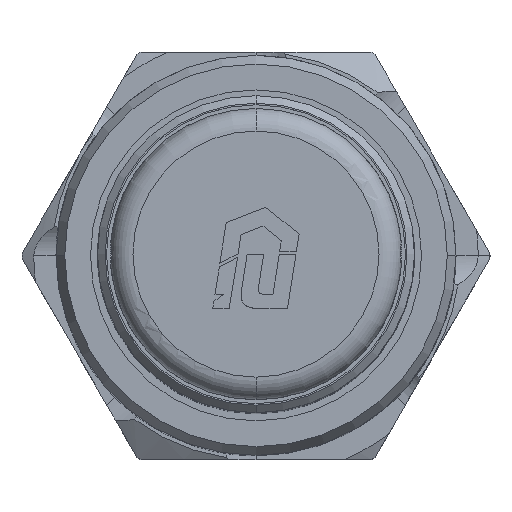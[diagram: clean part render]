
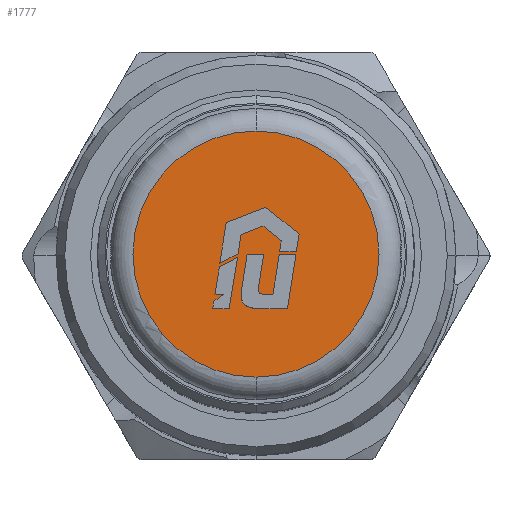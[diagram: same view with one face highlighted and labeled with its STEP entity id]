
A CAD part, top view. The second image highlights one B-rep face of the part: STEP entity #1777.
In plain terms, the highlighted planar face has unit normal (0, 0, 1).
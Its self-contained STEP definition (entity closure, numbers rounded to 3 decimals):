
#64=CARTESIAN_POINT('',(2.082,-3.403,67.));
#65=VERTEX_POINT('',#64);
#66=CARTESIAN_POINT('',(0.385,-3.403,67.));
#67=VERTEX_POINT('',#66);
#68=CARTESIAN_POINT('',(2.082,-3.403,67.));
#69=DIRECTION('',(-1.,0.,0.));
#70=VECTOR('',#69,1.697);
#71=LINE('',#68,#70);
#72=EDGE_CURVE('',#65,#67,#71,.T.);
#104=CARTESIAN_POINT('',(2.647,0.185,67.));
#105=VERTEX_POINT('',#104);
#106=CARTESIAN_POINT('',(2.647,0.185,67.));
#107=DIRECTION('',(-0.156,-0.988,-0.));
#108=VECTOR('',#107,3.632);
#109=LINE('',#106,#108);
#110=EDGE_CURVE('',#105,#65,#109,.T.);
#135=CARTESIAN_POINT('',(1.542,0.185,67.));
#136=VERTEX_POINT('',#135);
#137=CARTESIAN_POINT('',(1.542,0.185,67.));
#138=DIRECTION('',(1.,0.,0.));
#139=VECTOR('',#138,1.105);
#140=LINE('',#137,#139);
#141=EDGE_CURVE('',#136,#105,#140,.T.);
#166=CARTESIAN_POINT('',(1.124,-2.462,67.));
#167=VERTEX_POINT('',#166);
#168=CARTESIAN_POINT('',(1.124,-2.462,67.));
#169=DIRECTION('',(0.156,0.988,0.));
#170=VECTOR('',#169,2.679);
#171=LINE('',#168,#170);
#172=EDGE_CURVE('',#167,#136,#171,.T.);
#197=CARTESIAN_POINT('',(0.704,-2.462,67.));
#198=VERTEX_POINT('',#197);
#199=CARTESIAN_POINT('',(0.704,-2.462,67.));
#200=DIRECTION('',(1.,0.001,0.));
#201=VECTOR('',#200,0.42);
#202=LINE('',#199,#201);
#203=EDGE_CURVE('',#198,#167,#202,.T.);
#264=CARTESIAN_POINT('',(0.234,-1.541,67.));
#265=VERTEX_POINT('',#264);
#266=CARTESIAN_POINT('',(0.704,-2.462,67.));
#267=CARTESIAN_POINT('',(0.461,-2.462,67.));
#268=CARTESIAN_POINT('',(0.372,-2.441,67.));
#269=CARTESIAN_POINT('',(0.276,-2.417,67.));
#270=CARTESIAN_POINT('',(0.229,-2.36,67.));
#271=CARTESIAN_POINT('',(0.187,-2.309,67.));
#272=CARTESIAN_POINT('',(0.176,-2.204,67.));
#273=CARTESIAN_POINT('',(0.158,-2.043,67.));
#274=CARTESIAN_POINT('',(0.234,-1.541,67.));
#275=B_SPLINE_CURVE_WITH_KNOTS('',2,(#266,#267,#268,#269,#270,#271,#272,#273,#274),.UNSPECIFIED.,.F.,.F.,(3,2,2,2,3),(0.,0.25,0.375,0.5,1.),.UNSPECIFIED.);
#276=EDGE_CURVE('',#198,#265,#275,.T.);
#329=CARTESIAN_POINT('',(0.511,0.185,67.));
#330=VERTEX_POINT('',#329);
#331=CARTESIAN_POINT('',(0.511,0.185,67.));
#332=DIRECTION('',(-0.158,-0.987,-0.));
#333=VECTOR('',#332,1.748);
#334=LINE('',#331,#333);
#335=EDGE_CURVE('',#330,#265,#334,.T.);
#360=CARTESIAN_POINT('',(-0.587,0.185,67.));
#361=VERTEX_POINT('',#360);
#362=CARTESIAN_POINT('',(-0.587,0.185,67.));
#363=DIRECTION('',(1.,0.,0.));
#364=VECTOR('',#363,1.098);
#365=LINE('',#362,#364);
#366=EDGE_CURVE('',#361,#330,#365,.T.);
#391=CARTESIAN_POINT('',(-0.913,-1.88,67.));
#392=VERTEX_POINT('',#391);
#393=CARTESIAN_POINT('',(-0.913,-1.88,67.));
#394=DIRECTION('',(0.156,0.988,0.));
#395=VECTOR('',#394,2.09);
#396=LINE('',#393,#395);
#397=EDGE_CURVE('',#392,#361,#396,.T.);
#470=CARTESIAN_POINT('',(-0.913,-1.88,67.));
#471=CARTESIAN_POINT('',(-0.976,-2.284,67.));
#472=CARTESIAN_POINT('',(-0.973,-2.505,67.));
#473=CARTESIAN_POINT('',(-0.969,-2.913,67.));
#474=CARTESIAN_POINT('',(-0.806,-3.105,67.));
#475=CARTESIAN_POINT('',(-0.641,-3.299,67.));
#476=CARTESIAN_POINT('',(-0.242,-3.368,67.));
#477=CARTESIAN_POINT('',(-0.037,-3.403,67.));
#478=CARTESIAN_POINT('',(0.385,-3.403,67.));
#479=B_SPLINE_CURVE_WITH_KNOTS('',2,(#470,#471,#472,#473,#474,#475,#476,#477,#478),.UNSPECIFIED.,.F.,.F.,(3,2,2,2,3),(0.,0.25,0.5,0.75,1.),.UNSPECIFIED.);
#480=EDGE_CURVE('',#392,#67,#479,.T.);
#526=CARTESIAN_POINT('',(2.667,0.369,67.));
#527=VERTEX_POINT('',#526);
#528=CARTESIAN_POINT('',(2.85,1.528,67.));
#529=VERTEX_POINT('',#528);
#530=CARTESIAN_POINT('',(2.667,0.369,67.));
#531=DIRECTION('',(0.156,0.988,0.));
#532=VECTOR('',#531,1.173);
#533=LINE('',#530,#532);
#534=EDGE_CURVE('',#527,#529,#533,.T.);
#566=CARTESIAN_POINT('',(0.66,3.302,67.));
#567=VERTEX_POINT('',#566);
#568=CARTESIAN_POINT('',(2.85,1.528,67.));
#569=DIRECTION('',(-0.777,0.629,0.));
#570=VECTOR('',#569,2.819);
#571=LINE('',#568,#570);
#572=EDGE_CURVE('',#529,#567,#571,.T.);
#597=CARTESIAN_POINT('',(-1.972,2.292,67.));
#598=VERTEX_POINT('',#597);
#599=CARTESIAN_POINT('',(0.66,3.302,67.));
#600=DIRECTION('',(-0.934,-0.358,-0.));
#601=VECTOR('',#600,2.819);
#602=LINE('',#599,#601);
#603=EDGE_CURVE('',#567,#598,#602,.T.);
#628=CARTESIAN_POINT('',(-2.4,-0.41,67.));
#629=VERTEX_POINT('',#628);
#630=CARTESIAN_POINT('',(-1.972,2.292,67.));
#631=DIRECTION('',(-0.156,-0.988,-0.));
#632=VECTOR('',#631,2.736);
#633=LINE('',#630,#632);
#634=EDGE_CURVE('',#598,#629,#633,.T.);
#659=CARTESIAN_POINT('',(-1.184,0.233,67.));
#660=VERTEX_POINT('',#659);
#661=CARTESIAN_POINT('',(-2.4,-0.41,67.));
#662=DIRECTION('',(0.884,0.468,0.));
#663=VECTOR('',#662,1.376);
#664=LINE('',#661,#663);
#665=EDGE_CURVE('',#629,#660,#664,.T.);
#690=CARTESIAN_POINT('',(-0.992,1.499,67.));
#691=VERTEX_POINT('',#690);
#692=CARTESIAN_POINT('',(-1.184,0.233,67.));
#693=DIRECTION('',(0.15,0.989,0.));
#694=VECTOR('',#693,1.28);
#695=LINE('',#692,#694);
#696=EDGE_CURVE('',#660,#691,#695,.T.);
#721=CARTESIAN_POINT('',(0.463,2.057,67.));
#722=VERTEX_POINT('',#721);
#723=CARTESIAN_POINT('',(-0.992,1.499,67.));
#724=DIRECTION('',(0.934,0.358,0.));
#725=VECTOR('',#724,1.558);
#726=LINE('',#723,#725);
#727=EDGE_CURVE('',#691,#722,#726,.T.);
#752=CARTESIAN_POINT('',(1.674,1.076,67.));
#753=VERTEX_POINT('',#752);
#754=CARTESIAN_POINT('',(0.463,2.057,67.));
#755=DIRECTION('',(0.777,-0.629,-0.));
#756=VECTOR('',#755,1.558);
#757=LINE('',#754,#756);
#758=EDGE_CURVE('',#722,#753,#757,.T.);
#783=CARTESIAN_POINT('',(1.562,0.369,67.));
#784=VERTEX_POINT('',#783);
#785=CARTESIAN_POINT('',(1.674,1.076,67.));
#786=DIRECTION('',(-0.156,-0.988,-0.));
#787=VECTOR('',#786,0.716);
#788=LINE('',#785,#787);
#789=EDGE_CURVE('',#753,#784,#788,.T.);
#814=CARTESIAN_POINT('',(1.562,0.369,67.));
#815=DIRECTION('',(1.,0.,0.));
#816=VECTOR('',#815,1.105);
#817=LINE('',#814,#816);
#818=EDGE_CURVE('',#784,#527,#817,.T.);
#836=CARTESIAN_POINT('',(-2.792,-2.942,67.));
#837=VERTEX_POINT('',#836);
#838=CARTESIAN_POINT('',(-2.869,-3.403,67.));
#839=VERTEX_POINT('',#838);
#840=CARTESIAN_POINT('',(-2.792,-2.942,67.));
#841=DIRECTION('',(-0.165,-0.986,-0.));
#842=VECTOR('',#841,0.467);
#843=LINE('',#840,#842);
#844=EDGE_CURVE('',#837,#839,#843,.T.);
#876=CARTESIAN_POINT('',(-1.778,-3.403,67.));
#877=VERTEX_POINT('',#876);
#878=CARTESIAN_POINT('',(-2.869,-3.403,67.));
#879=DIRECTION('',(1.,0.,0.));
#880=VECTOR('',#879,1.092);
#881=LINE('',#878,#880);
#882=EDGE_CURVE('',#839,#877,#881,.T.);
#907=CARTESIAN_POINT('',(-1.226,-0.015,67.));
#908=VERTEX_POINT('',#907);
#909=CARTESIAN_POINT('',(-1.778,-3.403,67.));
#910=DIRECTION('',(0.161,0.987,0.));
#911=VECTOR('',#910,3.433);
#912=LINE('',#909,#911);
#913=EDGE_CURVE('',#877,#908,#912,.T.);
#938=CARTESIAN_POINT('',(-2.424,-0.65,67.));
#939=VERTEX_POINT('',#938);
#940=CARTESIAN_POINT('',(-1.226,-0.015,67.));
#941=DIRECTION('',(-0.883,-0.469,-0.));
#942=VECTOR('',#941,1.356);
#943=LINE('',#940,#942);
#944=EDGE_CURVE('',#908,#939,#943,.T.);
#969=CARTESIAN_POINT('',(-2.716,-2.458,67.));
#970=VERTEX_POINT('',#969);
#971=CARTESIAN_POINT('',(-2.424,-0.65,67.));
#972=DIRECTION('',(-0.16,-0.987,-0.));
#973=VECTOR('',#972,1.832);
#974=LINE('',#971,#973);
#975=EDGE_CURVE('',#939,#970,#974,.T.);
#1000=CARTESIAN_POINT('',(-2.151,-2.458,67.));
#1001=VERTEX_POINT('',#1000);
#1002=CARTESIAN_POINT('',(-2.716,-2.458,67.));
#1003=DIRECTION('',(1.,0.,0.));
#1004=VECTOR('',#1003,0.566);
#1005=LINE('',#1002,#1004);
#1006=EDGE_CURVE('',#970,#1001,#1005,.T.);
#1031=CARTESIAN_POINT('',(-2.151,-2.458,67.));
#1032=DIRECTION('',(-0.798,-0.602,-0.));
#1033=VECTOR('',#1032,0.804);
#1034=LINE('',#1031,#1033);
#1035=EDGE_CURVE('',#1001,#837,#1034,.T.);
#1415=CARTESIAN_POINT('',(0.,-7.95,67.));
#1416=VERTEX_POINT('',#1415);
#1417=CARTESIAN_POINT('',(-0.,8.35,67.));
#1418=VERTEX_POINT('',#1417);
#1419=CARTESIAN_POINT('',(0.,0.2,67.));
#1420=DIRECTION('',(0.,0.,-1.));
#1421=DIRECTION('',(0.,-1.,-0.));
#1422=AXIS2_PLACEMENT_3D('',#1419,#1420,#1421);
#1423=CIRCLE('',#1422,8.15);
#1424=EDGE_CURVE('NONE',#1416,#1418,#1423,.T.);
#1597=CARTESIAN_POINT('',(0.,0.2,67.));
#1598=DIRECTION('',(0.,0.,-1.));
#1599=DIRECTION('',(0.,-1.,-0.));
#1600=AXIS2_PLACEMENT_3D('',#1597,#1598,#1599);
#1601=CIRCLE('',#1600,8.15);
#1602=EDGE_CURVE('NONE',#1418,#1416,#1601,.T.);
#1735=CARTESIAN_POINT('',(-8.15,0.2,67.));
#1736=DIRECTION('',(0.,-0.,1.));
#1737=DIRECTION('',(0.,1.,0.));
#1738=AXIS2_PLACEMENT_3D('',#1735,#1736,#1737);
#1739=PLANE('',#1738);
#1740=ORIENTED_EDGE('',*,*,#1035,.F.);
#1741=ORIENTED_EDGE('',*,*,#1006,.F.);
#1742=ORIENTED_EDGE('',*,*,#975,.F.);
#1743=ORIENTED_EDGE('',*,*,#944,.F.);
#1744=ORIENTED_EDGE('',*,*,#913,.F.);
#1745=ORIENTED_EDGE('',*,*,#882,.F.);
#1746=ORIENTED_EDGE('',*,*,#844,.F.);
#1747=EDGE_LOOP('',(#1740,#1741,#1742,#1743,#1744,#1745,#1746));
#1748=FACE_BOUND('',#1747,.T.);
#1749=ORIENTED_EDGE('',*,*,#818,.F.);
#1750=ORIENTED_EDGE('',*,*,#789,.F.);
#1751=ORIENTED_EDGE('',*,*,#758,.F.);
#1752=ORIENTED_EDGE('',*,*,#727,.F.);
#1753=ORIENTED_EDGE('',*,*,#696,.F.);
#1754=ORIENTED_EDGE('',*,*,#665,.F.);
#1755=ORIENTED_EDGE('',*,*,#634,.F.);
#1756=ORIENTED_EDGE('',*,*,#603,.F.);
#1757=ORIENTED_EDGE('',*,*,#572,.F.);
#1758=ORIENTED_EDGE('',*,*,#534,.F.);
#1759=EDGE_LOOP('',(#1749,#1750,#1751,#1752,#1753,#1754,#1755,#1756,#1757,#1758));
#1760=FACE_BOUND('',#1759,.T.);
#1761=ORIENTED_EDGE('',*,*,#480,.F.);
#1762=ORIENTED_EDGE('',*,*,#397,.T.);
#1763=ORIENTED_EDGE('',*,*,#366,.T.);
#1764=ORIENTED_EDGE('',*,*,#335,.T.);
#1765=ORIENTED_EDGE('',*,*,#276,.F.);
#1766=ORIENTED_EDGE('',*,*,#203,.T.);
#1767=ORIENTED_EDGE('',*,*,#172,.T.);
#1768=ORIENTED_EDGE('',*,*,#141,.T.);
#1769=ORIENTED_EDGE('',*,*,#110,.T.);
#1770=ORIENTED_EDGE('',*,*,#72,.T.);
#1771=EDGE_LOOP('',(#1761,#1762,#1763,#1764,#1765,#1766,#1767,#1768,#1769,#1770));
#1772=FACE_BOUND('',#1771,.T.);
#1773=ORIENTED_EDGE('',*,*,#1424,.F.);
#1774=ORIENTED_EDGE('',*,*,#1602,.F.);
#1775=EDGE_LOOP('',(#1773,#1774));
#1776=FACE_BOUND('',#1775,.T.);
#1777=ADVANCED_FACE('NONE',(#1748,#1760,#1772,#1776),#1739,.T.);
